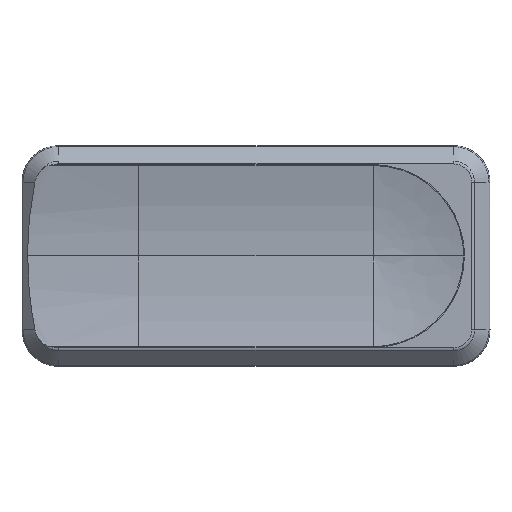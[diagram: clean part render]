
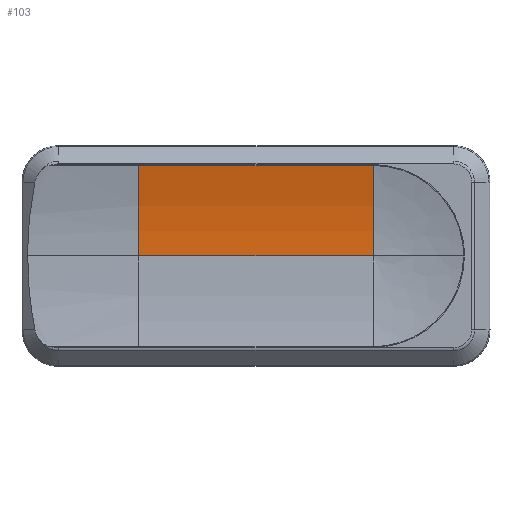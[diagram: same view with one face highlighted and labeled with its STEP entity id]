
A CAD part, top view. The second image highlights one B-rep face of the part: STEP entity #103.
In plain terms, the highlighted free-form (B-spline) face has degree [2, 1] with [3, 2] control points.
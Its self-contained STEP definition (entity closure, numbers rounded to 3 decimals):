
#103=ADVANCED_FACE('',(#197),#1322,.T.);
#197=FACE_OUTER_BOUND('',#294,.T.);
#294=EDGE_LOOP('',(#682,#683,#684,#685));
#682=ORIENTED_EDGE('',*,*,#919,.T.);
#683=ORIENTED_EDGE('',*,*,#933,.F.);
#684=ORIENTED_EDGE('',*,*,#924,.F.);
#685=ORIENTED_EDGE('',*,*,#932,.F.);
#919=EDGE_CURVE('',#1265,#1263,#1049,.T.);
#924=EDGE_CURVE('',#1269,#1268,#1052,.T.);
#932=EDGE_CURVE('',#1265,#1269,#1152,.T.);
#933=EDGE_CURVE('',#1268,#1263,#1153,.T.);
#1049=(
BOUNDED_CURVE()
B_SPLINE_CURVE(2,(#2728,#2729,#2730),.UNSPECIFIED.,.F.,.F.)
B_SPLINE_CURVE_WITH_KNOTS((3,3),(0.092,7.517),
 .UNSPECIFIED.)
CURVE()
GEOMETRIC_REPRESENTATION_ITEM()
RATIONAL_B_SPLINE_CURVE((1.,1.,1.))
REPRESENTATION_ITEM('')
);
#1052=(
BOUNDED_CURVE()
B_SPLINE_CURVE(2,(#2750,#2751,#2752),.UNSPECIFIED.,.F.,.F.)
B_SPLINE_CURVE_WITH_KNOTS((3,3),(0.092,7.517),
 .UNSPECIFIED.)
CURVE()
GEOMETRIC_REPRESENTATION_ITEM()
RATIONAL_B_SPLINE_CURVE((1.,1.,1.))
REPRESENTATION_ITEM('')
);
#1152=B_SPLINE_CURVE_WITH_KNOTS('',1,(#2774,#2775),.UNSPECIFIED.,.F.,.F.,
(2,2),(0.,1.),.UNSPECIFIED.);
#1153=B_SPLINE_CURVE_WITH_KNOTS('',1,(#2776,#2777),.UNSPECIFIED.,.F.,.F.,
(2,2),(-1.,0.),.UNSPECIFIED.);
#1263=VERTEX_POINT('',#2036);
#1265=VERTEX_POINT('',#2038);
#1268=VERTEX_POINT('',#2041);
#1269=VERTEX_POINT('',#2042);
#1322=(
BOUNDED_SURFACE()
B_SPLINE_SURFACE(2,1,((#1903,#1904),(#1905,#1906),(#1907,#1908)),
 .UNSPECIFIED.,.F.,.F.,.F.)
B_SPLINE_SURFACE_WITH_KNOTS((3,3),(2,2),(0.092,7.517),
(0.,1.),.UNSPECIFIED.)
GEOMETRIC_REPRESENTATION_ITEM()
RATIONAL_B_SPLINE_SURFACE(((1.,1.),(1.,1.),(1.,1.)))
REPRESENTATION_ITEM('')
SURFACE()
);
#1903=CARTESIAN_POINT('',(35.875,-113.746,9.442));
#1904=CARTESIAN_POINT('',(53.425,-113.746,9.442));
#1905=CARTESIAN_POINT('',(35.875,-117.141,8.624));
#1906=CARTESIAN_POINT('',(53.425,-117.141,8.624));
#1907=CARTESIAN_POINT('',(35.875,-120.537,8.624));
#1908=CARTESIAN_POINT('',(53.425,-120.537,8.624));
#2036=CARTESIAN_POINT('',(35.875,-120.537,8.624));
#2038=CARTESIAN_POINT('',(35.875,-113.746,9.442));
#2041=CARTESIAN_POINT('',(53.425,-120.537,8.624));
#2042=CARTESIAN_POINT('',(53.425,-113.746,9.442));
#2728=CARTESIAN_POINT('',(35.875,-113.746,9.442));
#2729=CARTESIAN_POINT('',(35.875,-117.141,8.624));
#2730=CARTESIAN_POINT('',(35.875,-120.537,8.624));
#2750=CARTESIAN_POINT('',(53.425,-113.746,9.442));
#2751=CARTESIAN_POINT('',(53.425,-117.141,8.624));
#2752=CARTESIAN_POINT('',(53.425,-120.537,8.624));
#2774=CARTESIAN_POINT('',(35.875,-113.746,9.442));
#2775=CARTESIAN_POINT('',(53.425,-113.746,9.442));
#2776=CARTESIAN_POINT('',(53.425,-120.537,8.624));
#2777=CARTESIAN_POINT('',(35.875,-120.537,8.624));
